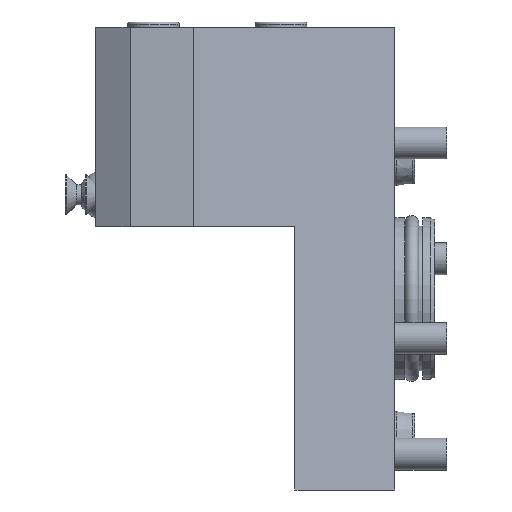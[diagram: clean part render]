
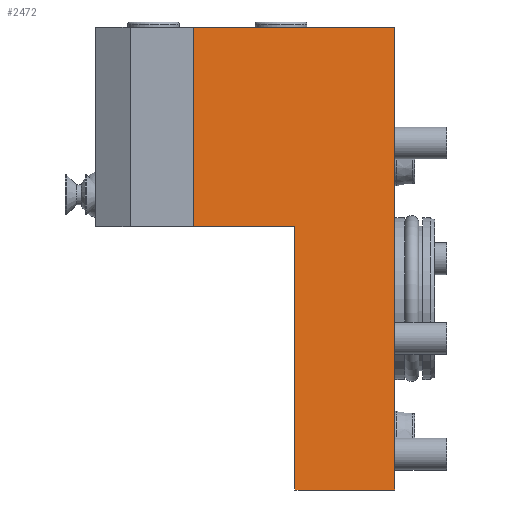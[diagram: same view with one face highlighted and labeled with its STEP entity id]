
A CAD part, front view. The second image highlights one B-rep face of the part: STEP entity #2472.
In plain terms, the highlighted planar face has unit normal (0.156, -0.988, 0).
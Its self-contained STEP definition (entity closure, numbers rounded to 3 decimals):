
#25=DIRECTION('',(0.,0.,-1.));
#26=VECTOR('',#25,116.);
#27=CARTESIAN_POINT('',(0.,-32.,68.));
#28=LINE('',#27,#26);
#515=DIRECTION('',(-0.988,-0.156,0.));
#516=VECTOR('',#515,51.14);
#517=CARTESIAN_POINT('',(0.,-32.,68.));
#518=LINE('',#517,#516);
#527=DIRECTION('',(0.988,0.156,0.));
#528=VECTOR('',#527,25.828);
#529=CARTESIAN_POINT('',(-50.51,-40.,18.));
#530=LINE('',#529,#528);
#531=DIRECTION('',(0.,0.,1.));
#532=VECTOR('',#531,66.);
#533=CARTESIAN_POINT('',(-25.,-35.96,-48.));
#534=LINE('',#533,#532);
#547=DIRECTION('',(0.,0.,1.));
#548=VECTOR('',#547,50.);
#549=CARTESIAN_POINT('',(-50.51,-40.,18.));
#550=LINE('',#549,#548);
#653=DIRECTION('',(-0.988,-0.156,0.));
#654=VECTOR('',#653,25.312);
#655=CARTESIAN_POINT('',(0.,-32.,-48.));
#656=LINE('',#655,#654);
#1458=CARTESIAN_POINT('',(-25.,-35.96,-48.));
#1460=VERTEX_POINT('',#1458);
#1466=CARTESIAN_POINT('',(-50.51,-40.,18.));
#1468=VERTEX_POINT('',#1466);
#1474=CARTESIAN_POINT('',(-25.,-35.96,18.));
#1476=VERTEX_POINT('',#1474);
#1477=CARTESIAN_POINT('',(0.,-32.,68.));
#1478=CARTESIAN_POINT('',(0.,-32.,-48.));
#1479=VERTEX_POINT('',#1477);
#1480=VERTEX_POINT('',#1478);
#1485=CARTESIAN_POINT('',(-50.51,-40.,68.));
#1486=VERTEX_POINT('',#1485);
#2455=CARTESIAN_POINT('',(0.,-32.,-48.));
#2456=DIRECTION('',(-0.156,0.988,0.));
#2457=DIRECTION('',(-0.988,-0.156,0.));
#2458=AXIS2_PLACEMENT_3D('',#2455,#2456,#2457);
#2459=PLANE('',#2458);
#2461=ORIENTED_EDGE('',*,*,#2460,.F.);
#2463=ORIENTED_EDGE('',*,*,#2462,.T.);
#2464=ORIENTED_EDGE('',*,*,#2445,.F.);
#2465=ORIENTED_EDGE('',*,*,#1876,.T.);
#2467=ORIENTED_EDGE('',*,*,#2466,.T.);
#2469=ORIENTED_EDGE('',*,*,#2468,.T.);
#2470=EDGE_LOOP('',(#2461,#2463,#2464,#2465,#2467,#2469));
#2471=FACE_OUTER_BOUND('',#2470,.F.);
#2472=ADVANCED_FACE('',(#2471),#2459,.F.);
#1876=EDGE_CURVE('',#1479,#1480,#28,.T.);
#2445=EDGE_CURVE('',#1479,#1486,#518,.T.);
#2460=EDGE_CURVE('',#1468,#1476,#530,.T.);
#2462=EDGE_CURVE('',#1468,#1486,#550,.T.);
#2466=EDGE_CURVE('',#1480,#1460,#656,.T.);
#2468=EDGE_CURVE('',#1460,#1476,#534,.T.);
